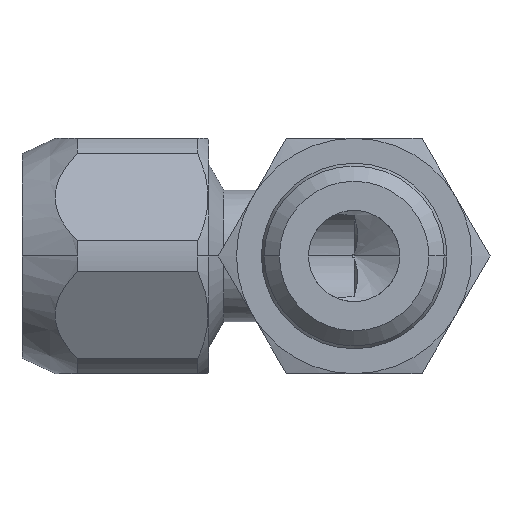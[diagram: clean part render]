
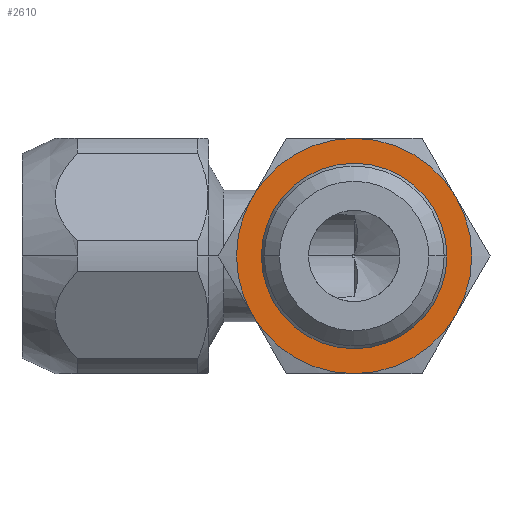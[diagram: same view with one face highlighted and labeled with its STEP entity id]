
A CAD part, front view. The second image highlights one B-rep face of the part: STEP entity #2610.
In plain terms, the highlighted planar face has unit normal (0, -1, 0).
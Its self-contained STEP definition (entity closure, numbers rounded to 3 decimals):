
#492=CARTESIAN_POINT('',(0.,-14.5,0.));
#493=DIRECTION('',(0.,-1.,0.));
#494=DIRECTION('',(0.,0.,1.));
#495=AXIS2_PLACEMENT_3D('',#492,#493,#494);
#502=CARTESIAN_POINT('',(-7.361,-14.5,4.25));
#511=CARTESIAN_POINT('',(0.,-14.5,0.));
#512=DIRECTION('',(0.,-1.,0.));
#513=DIRECTION('',(0.866,0.,0.5));
#514=AXIS2_PLACEMENT_3D('',#511,#512,#513);
#521=CARTESIAN_POINT('',(0.,-14.5,8.5));
#528=CARTESIAN_POINT('',(7.361,-14.5,4.25));
#537=CARTESIAN_POINT('',(0.,-14.5,0.));
#538=DIRECTION('',(0.,-1.,0.));
#539=DIRECTION('',(0.866,0.,-0.5));
#540=AXIS2_PLACEMENT_3D('',#537,#538,#539);
#547=CARTESIAN_POINT('',(7.361,-14.5,-4.25));
#556=CARTESIAN_POINT('',(0.,-14.5,0.));
#557=DIRECTION('',(0.,1.,0.));
#558=DIRECTION('',(0.866,0.,-0.5));
#559=AXIS2_PLACEMENT_3D('',#556,#557,#558);
#568=CARTESIAN_POINT('',(0.,-14.5,0.));
#569=DIRECTION('',(0.,1.,0.));
#570=DIRECTION('',(0.,0.,-1.));
#571=AXIS2_PLACEMENT_3D('',#568,#569,#570);
#578=CARTESIAN_POINT('',(0.,-14.5,-8.5));
#580=CARTESIAN_POINT('',(0.,-14.5,0.));
#581=DIRECTION('',(0.,-1.,0.));
#582=DIRECTION('',(1.,0.,0.));
#583=AXIS2_PLACEMENT_3D('',#580,#581,#582);
#585=CARTESIAN_POINT('',(0.,-14.5,0.));
#586=DIRECTION('',(0.,-1.,0.));
#587=DIRECTION('',(-1.,0.,0.));
#588=AXIS2_PLACEMENT_3D('',#585,#586,#587);
#590=CARTESIAN_POINT('',(0.,-14.5,0.));
#591=DIRECTION('',(0.,-1.,0.));
#592=DIRECTION('',(-0.866,0.,0.5));
#593=AXIS2_PLACEMENT_3D('',#590,#591,#592);
#600=CARTESIAN_POINT('',(-7.361,-14.5,
-4.25));
#1876=VERTEX_POINT('',#528);
#1878=VERTEX_POINT('',#521);
#1880=VERTEX_POINT('',#502);
#1890=VERTEX_POINT('',#547);
#1891=VERTEX_POINT('',#600);
#1893=VERTEX_POINT('',#578);
#1931=CARTESIAN_POINT('',(6.7,-14.5,0.));
#1932=CARTESIAN_POINT('',(-6.7,-14.5,0.));
#1933=VERTEX_POINT('',#1931);
#1934=VERTEX_POINT('',#1932);
#2590=CARTESIAN_POINT('',(0.,-14.5,0.));
#2591=DIRECTION('',(0.,-1.,0.));
#2592=DIRECTION('',(-1.,0.,0.));
#2593=AXIS2_PLACEMENT_3D('',#2590,#2591,#2592);
#2594=PLANE('',#2593);
#2595=ORIENTED_EDGE('',*,*,#2557,.F.);
#2596=ORIENTED_EDGE('',*,*,#2571,.T.);
#2597=ORIENTED_EDGE('',*,*,#2583,.T.);
#2599=ORIENTED_EDGE('',*,*,#2598,.F.);
#2600=ORIENTED_EDGE('',*,*,#2528,.F.);
#2601=ORIENTED_EDGE('',*,*,#2542,.F.);
#2602=EDGE_LOOP('',(#2595,#2596,#2597,#2599,#2600,#2601));
#2603=FACE_OUTER_BOUND('',#2602,.F.);
#2605=ORIENTED_EDGE('',*,*,#2604,.T.);
#2607=ORIENTED_EDGE('',*,*,#2606,.T.);
#2608=EDGE_LOOP('',(#2605,#2607));
#2609=FACE_BOUND('',#2608,.F.);
#2610=ADVANCED_FACE('',(#2603,#2609),#2594,.T.);
#496=CIRCLE('',#495,8.5);
#515=CIRCLE('',#514,8.5);
#541=CIRCLE('',#540,8.5);
#560=CIRCLE('',#559,8.5);
#572=CIRCLE('',#571,8.5);
#584=CIRCLE('',#583,6.7);
#589=CIRCLE('',#588,6.7);
#594=CIRCLE('',#593,8.5);
#2528=EDGE_CURVE('',#1878,#1880,#496,.T.);
#2542=EDGE_CURVE('',#1876,#1878,#515,.T.);
#2557=EDGE_CURVE('',#1890,#1876,#541,.T.);
#2571=EDGE_CURVE('',#1890,#1893,#560,.T.);
#2583=EDGE_CURVE('',#1893,#1891,#572,.T.);
#2598=EDGE_CURVE('',#1880,#1891,#594,.T.);
#2604=EDGE_CURVE('',#1933,#1934,#584,.T.);
#2606=EDGE_CURVE('',#1934,#1933,#589,.T.);
